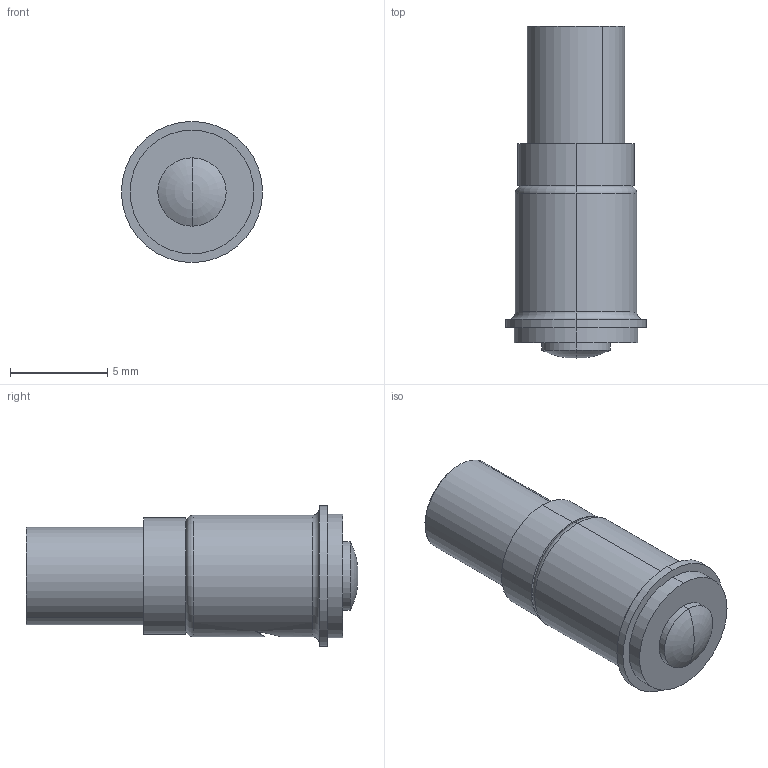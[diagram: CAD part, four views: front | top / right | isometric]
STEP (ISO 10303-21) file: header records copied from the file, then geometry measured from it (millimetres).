
FILE_DESCRIPTION (( 'STEP AP214' ), '1' );
FILE_NAME ('387L_Series.STEP', '2019-04-30T22:55:47', ( 'user' ), ( 'Microsoft' ), 'SwSTEP 2.0', 'SolidWorks 2018', '' );
FILE_SCHEMA (( 'AUTOMOTIVE_DESIGN' ));
Length unit declared in the file: foot
Products named in the file (4): MF200N-R-; 387L_Series; 502830^MF200-BR2; DF200E-NFR_CUT FOR ASSY
Assembly tree (3 placements, depth 2):
  387L_Series
    MF200N-R-
    DF200E-NFR_CUT FOR ASSY
    502830^MF200-BR2
Bounding box: 7.24 x 17.03 x 7.24 mm (x, y, z)
Volume: 137.3 mm3; surface area: 881.8 mm2
Topology: 10 solids, 10 shells, 105 faces, 230 edges, 149 vertices
Faces by surface type: plane 61, cylinder 28, torus 6, cone 6, bspline 4
Entity records: 3994 total; most frequent: CARTESIAN_POINT 760, DIRECTION 504, ORIENTED_EDGE 456, EDGE_CURVE 228, AXIS2_PLACEMENT_3D 185, VERTEX_POINT 149, VECTOR 134, LINE 134
